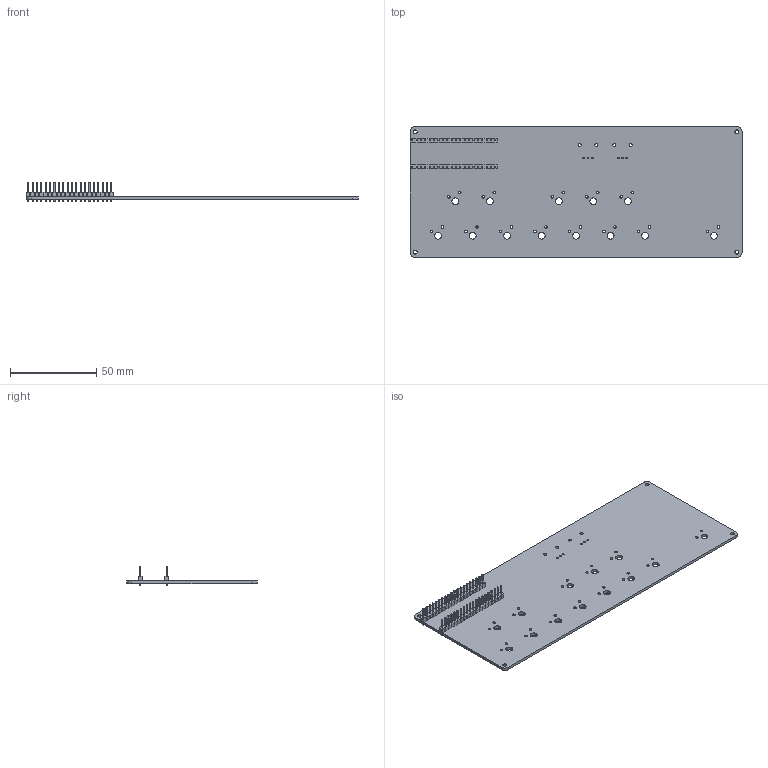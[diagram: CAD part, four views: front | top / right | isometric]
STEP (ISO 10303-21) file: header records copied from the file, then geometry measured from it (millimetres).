
FILE_DESCRIPTION(('KiCad electronic assembly'),'2;1');
FILE_NAME('pcb.step','2025-06-19T21:49:34',('Pcbnew'),('Kicad'), 'Open CASCADE STEP processor 7.8','KiCad to STEP converter','Unknown' );
FILE_SCHEMA(('AUTOMOTIVE_DESIGN { 1 0 10303 214 1 1 1 1 }'));
Length unit declared in the file: millimetre
Products named in the file (4): pcb 1; PinHeader_1x20_P2.54mm_Vertical; PinHeader_1x20_P254mm_Vertical; pcb_PCB
Assembly tree (4 placements, depth 3):
  pcb 1
    PinHeader_1x20_P2.54mm_Vertical  x2
      PinHeader_1x20_P254mm_Vertical
    pcb_PCB
Bounding box: 192.5 x 75.75 x 11.54 mm (x, y, z)
Volume: 23666.9 mm3; surface area: 32202.5 mm2
Topology: 3 solids, 3 shells, 1071 faces, 2635 edges, 1650 vertices
Faces by surface type: plane 974, cylinder 97
Full cylindrical faces by diameter (mm): 1 x46, 1.5 x26, 1.8 x4, 2.2 x4, 4 x13
Entity records: 20959 total; most frequent: CARTESIAN_POINT 2987, ORIENTED_EDGE 2938, DIRECTION 2847, EDGE_CURVE 1469, LINE 1275, VECTOR 1275, VERTEX_POINT 926, FACE_BOUND 813
